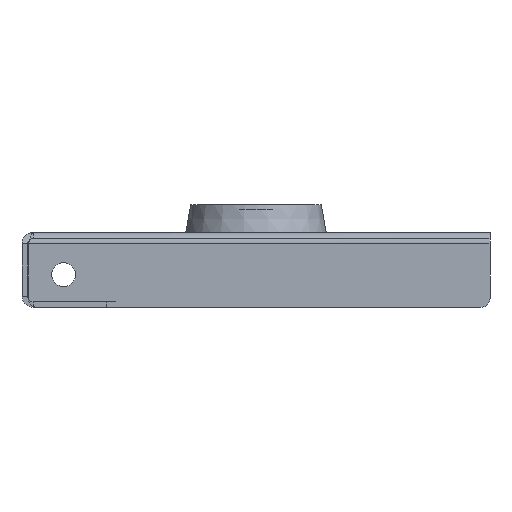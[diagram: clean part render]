
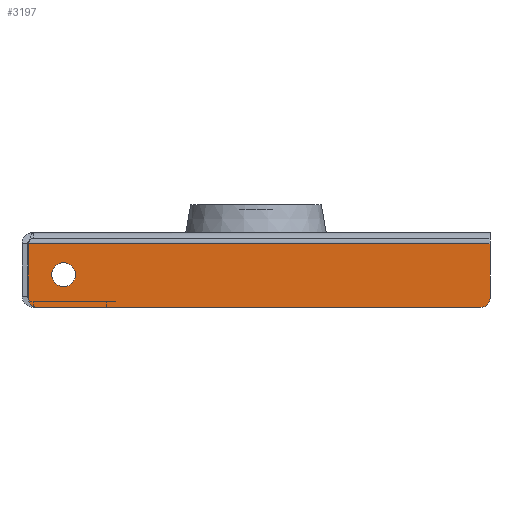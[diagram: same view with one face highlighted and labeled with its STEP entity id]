
A CAD part, front view. The second image highlights one B-rep face of the part: STEP entity #3197.
In plain terms, the highlighted planar face has unit normal (0, -1, 0).
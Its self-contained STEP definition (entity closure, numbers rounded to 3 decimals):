
#93=FACE_BOUND('',#478,.T.);
#118=PLANE('',#3499);
#252=FACE_OUTER_BOUND('',#477,.T.);
#477=EDGE_LOOP('',(#2564,#2565,#2566,#2567,#2568,#2569));
#478=EDGE_LOOP('',(#2570));
#813=LINE('',#5782,#1132);
#815=LINE('',#5787,#1134);
#818=LINE('',#5793,#1137);
#819=LINE('',#5797,#1138);
#1132=VECTOR('',#4171,1000.);
#1134=VECTOR('',#4177,1000.);
#1137=VECTOR('',#4182,1000.);
#1138=VECTOR('',#4185,1000.);
#1292=CIRCLE('',#3413,2.55);
#1353=CIRCLE('',#3500,2.);
#1354=CIRCLE('',#3501,2.);
#1474=VERTEX_POINT('',#4804);
#1628=VERTEX_POINT('',#5630);
#1630=VERTEX_POINT('',#5712);
#1631=VERTEX_POINT('',#5786);
#1633=VERTEX_POINT('',#5792);
#1634=VERTEX_POINT('',#5794);
#1635=VERTEX_POINT('',#5796);
#1770=EDGE_CURVE('',#1474,#1474,#1292,.T.);
#1999=EDGE_CURVE('',#1630,#1628,#813,.T.);
#2001=EDGE_CURVE('',#1631,#1628,#815,.T.);
#2004=EDGE_CURVE('',#1630,#1633,#818,.T.);
#2005=EDGE_CURVE('',#1633,#1634,#1353,.T.);
#2006=EDGE_CURVE('',#1634,#1635,#819,.T.);
#2007=EDGE_CURVE('',#1635,#1631,#1354,.T.);
#2564=ORIENTED_EDGE('',*,*,#2004,.T.);
#2565=ORIENTED_EDGE('',*,*,#2005,.T.);
#2566=ORIENTED_EDGE('',*,*,#2006,.T.);
#2567=ORIENTED_EDGE('',*,*,#2007,.T.);
#2568=ORIENTED_EDGE('',*,*,#2001,.T.);
#2569=ORIENTED_EDGE('',*,*,#1999,.F.);
#2570=ORIENTED_EDGE('',*,*,#1770,.F.);
#3197=ADVANCED_FACE('',(#252,#93),#118,.F.);
#3413=AXIS2_PLACEMENT_3D('',#4806,#3843,#3844);
#3499=AXIS2_PLACEMENT_3D('',#5791,#4180,#4181);
#3500=AXIS2_PLACEMENT_3D('',#5795,#4183,#4184);
#3501=AXIS2_PLACEMENT_3D('',#5798,#4186,#4187);
#3843=DIRECTION('center_axis',(0.,-1.,0.));
#3844=DIRECTION('ref_axis',(0.,0.,-1.));
#4171=DIRECTION('',(1.,0.,0.));
#4177=DIRECTION('',(0.,0.,1.));
#4180=DIRECTION('center_axis',(0.,1.,0.));
#4181=DIRECTION('ref_axis',(0.,0.,1.));
#4182=DIRECTION('',(0.,0.,-1.));
#4183=DIRECTION('center_axis',(0.,-1.,0.));
#4184=DIRECTION('ref_axis',(0.,0.,1.));
#4185=DIRECTION('',(1.,0.,0.));
#4186=DIRECTION('center_axis',(0.,-1.,0.));
#4187=DIRECTION('ref_axis',(0.,0.,1.));
#4804=CARTESIAN_POINT('',(-41.1,-411.,-6.45));
#4806=CARTESIAN_POINT('Origin',(-41.1,-411.,-9.));
#5630=CARTESIAN_POINT('',(50.,-411.,-2.4));
#5712=CARTESIAN_POINT('',(-48.659,-411.,-2.4));
#5782=CARTESIAN_POINT('',(50.,-411.,-2.4));
#5786=CARTESIAN_POINT('',(50.,-411.,-14.));
#5787=CARTESIAN_POINT('',(50.,-411.,0.));
#5791=CARTESIAN_POINT('Origin',(0.,-411.,0.));
#5792=CARTESIAN_POINT('',(-48.659,-411.,-14.));
#5793=CARTESIAN_POINT('',(-48.659,-411.,0.));
#5794=CARTESIAN_POINT('',(-46.659,-411.,-16.));
#5795=CARTESIAN_POINT('Origin',(-46.659,-411.,-14.));
#5796=CARTESIAN_POINT('',(48.,-411.,-16.));
#5797=CARTESIAN_POINT('',(0.,-411.,-16.));
#5798=CARTESIAN_POINT('Origin',(48.,-411.,-14.));
